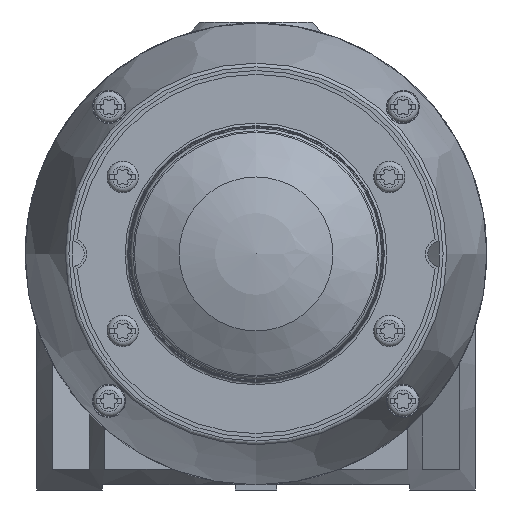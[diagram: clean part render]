
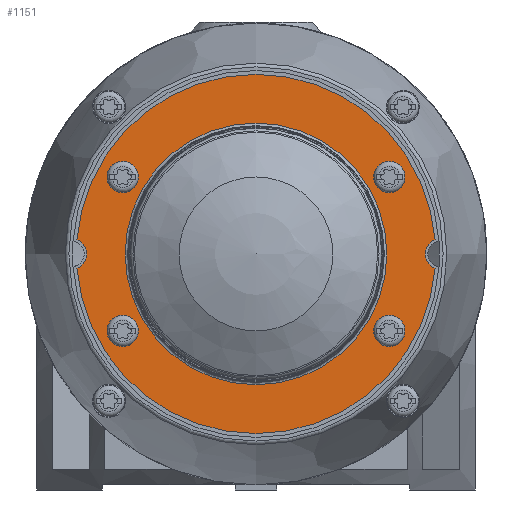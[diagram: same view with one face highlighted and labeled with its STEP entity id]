
A CAD part, left-side view. The second image highlights one B-rep face of the part: STEP entity #1151.
In plain terms, the highlighted planar face has unit normal (-1, 0, 0).
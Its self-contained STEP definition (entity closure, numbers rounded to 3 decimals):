
#1151 = ADVANCED_FACE( '', ( #3046, #3047, #3048, #3049, #3050, #3051 ), #3052, .T. );
#3046 = FACE_BOUND( '', #5969, .T. );
#3047 = FACE_BOUND( '', #5970, .T. );
#3048 = FACE_BOUND( '', #5971, .T. );
#3049 = FACE_BOUND( '', #5972, .T. );
#3050 = FACE_BOUND( '', #5973, .T. );
#3051 = FACE_OUTER_BOUND( '', #5974, .T. );
#3052 = PLANE( '', #5975 );
#5969 = EDGE_LOOP( '', ( #10447 ) );
#5970 = EDGE_LOOP( '', ( #10448 ) );
#5971 = EDGE_LOOP( '', ( #10449 ) );
#5972 = EDGE_LOOP( '', ( #10450 ) );
#5973 = EDGE_LOOP( '', ( #10451 ) );
#5974 = EDGE_LOOP( '', ( #10452, #10453, #10454, #10455 ) );
#5975 = AXIS2_PLACEMENT_3D( '', #10456, #10457, #10458 );
#10447 = ORIENTED_EDGE( '', *, *, #18008, .T. );
#10448 = ORIENTED_EDGE( '', *, *, #17320, .T. );
#10449 = ORIENTED_EDGE( '', *, *, #18009, .T. );
#10450 = ORIENTED_EDGE( '', *, *, #17566, .T. );
#10451 = ORIENTED_EDGE( '', *, *, #18010, .T. );
#10452 = ORIENTED_EDGE( '', *, *, #18011, .F. );
#10453 = ORIENTED_EDGE( '', *, *, #18012, .T. );
#10454 = ORIENTED_EDGE( '', *, *, #18013, .F. );
#10455 = ORIENTED_EDGE( '', *, *, #18014, .T. );
#10456 = CARTESIAN_POINT( '', ( -136.5, 0., 80. ) );
#10457 = DIRECTION( '', ( -1., 0., 0. ) );
#10458 = DIRECTION( '', ( 0., 0., 1. ) );
#17320 = EDGE_CURVE( '', #20517, #20517, #20518, .F. );
#17566 = EDGE_CURVE( '', #20959, #20959, #20960, .F. );
#18008 = EDGE_CURVE( '', #21727, #21727, #21728, .F. );
#18009 = EDGE_CURVE( '', #21729, #21729, #21730, .F. );
#18010 = EDGE_CURVE( '', #21731, #21731, #21732, .F. );
#18011 = EDGE_CURVE( '', #21733, #21734, #21735, .T. );
#18012 = EDGE_CURVE( '', #21733, #21736, #21737, .T. );
#18013 = EDGE_CURVE( '', #21738, #21736, #21739, .T. );
#18014 = EDGE_CURVE( '', #21738, #21734, #21740, .T. );
#20517 = VERTEX_POINT( '', #25285 );
#20518 = CIRCLE( '', #25286, 3.05 );
#20959 = VERTEX_POINT( '', #25936 );
#20960 = CIRCLE( '', #25937, 3.05 );
#21727 = VERTEX_POINT( '', #27480 );
#21728 = CIRCLE( '', #27481, 3.05 );
#21729 = VERTEX_POINT( '', #27482 );
#21730 = CIRCLE( '', #27483, 3.05 );
#21731 = VERTEX_POINT( '', #27484 );
#21732 = CIRCLE( '', #27485, 25.5 );
#21733 = VERTEX_POINT( '', #27486 );
#21734 = VERTEX_POINT( '', #27487 );
#21735 = CIRCLE( '', #27488, 35. );
#21736 = VERTEX_POINT( '', #27489 );
#21737 = CIRCLE( '', #27490, 3. );
#21738 = VERTEX_POINT( '', #27491 );
#21739 = CIRCLE( '', #27492, 35. );
#21740 = CIRCLE( '', #27493, 3. );
#25285 = CARTESIAN_POINT( '', ( -136.5, 25.981, 63.05 ) );
#25286 = AXIS2_PLACEMENT_3D( '', #34353, #34354, #34355 );
#25936 = CARTESIAN_POINT( '', ( -136.5, 25.981, 33.05 ) );
#25937 = AXIS2_PLACEMENT_3D( '', #34710, #34711, #34712 );
#27480 = CARTESIAN_POINT( '', ( -136.5, -25.981, 33.05 ) );
#27481 = AXIS2_PLACEMENT_3D( '', #35236, #35237, #35238 );
#27482 = CARTESIAN_POINT( '', ( -136.5, -25.981, 63.05 ) );
#27483 = AXIS2_PLACEMENT_3D( '', #35239, #35240, #35241 );
#27484 = CARTESIAN_POINT( '', ( -136.5, 0., 70.5 ) );
#27485 = AXIS2_PLACEMENT_3D( '', #35242, #35243, #35244 );
#27486 = CARTESIAN_POINT( '', ( -136.5, -34.889, 42.213 ) );
#27487 = CARTESIAN_POINT( '', ( -136.5, 34.889, 42.213 ) );
#27488 = AXIS2_PLACEMENT_3D( '', #35245, #35246, #35247 );
#27489 = CARTESIAN_POINT( '', ( -136.5, -34.889, 47.787 ) );
#27490 = AXIS2_PLACEMENT_3D( '', #35248, #35249, #35250 );
#27491 = CARTESIAN_POINT( '', ( -136.5, 34.889, 47.787 ) );
#27492 = AXIS2_PLACEMENT_3D( '', #35251, #35252, #35253 );
#27493 = AXIS2_PLACEMENT_3D( '', #35254, #35255, #35256 );
#34353 = CARTESIAN_POINT( '', ( -136.5, 25.981, 60. ) );
#34354 = DIRECTION( '', ( -1., 0., 0. ) );
#34355 = DIRECTION( '', ( 0., 0., 1. ) );
#34710 = CARTESIAN_POINT( '', ( -136.5, 25.981, 30. ) );
#34711 = DIRECTION( '', ( -1., 0., 0. ) );
#34712 = DIRECTION( '', ( 0., 0., 1. ) );
#35236 = CARTESIAN_POINT( '', ( -136.5, -25.981, 30. ) );
#35237 = DIRECTION( '', ( -1., 0., 0. ) );
#35238 = DIRECTION( '', ( 0., 0., 1. ) );
#35239 = CARTESIAN_POINT( '', ( -136.5, -25.981, 60. ) );
#35240 = DIRECTION( '', ( -1., 0., 0. ) );
#35241 = DIRECTION( '', ( 0., 0., 1. ) );
#35242 = CARTESIAN_POINT( '', ( -136.5, 0., 45. ) );
#35243 = DIRECTION( '', ( -1., 0., 0. ) );
#35244 = DIRECTION( '', ( 0., 0., 1. ) );
#35245 = CARTESIAN_POINT( '', ( -136.5, 0., 45. ) );
#35246 = DIRECTION( '', ( 1., 0., 0. ) );
#35247 = DIRECTION( '', ( 0., 0., -1. ) );
#35248 = CARTESIAN_POINT( '', ( -136.5, -36., 45. ) );
#35249 = DIRECTION( '', ( 1., 0., 0. ) );
#35250 = DIRECTION( '', ( 0., 0., 1. ) );
#35251 = CARTESIAN_POINT( '', ( -136.5, 0., 45. ) );
#35252 = DIRECTION( '', ( 1., 0., 0. ) );
#35253 = DIRECTION( '', ( 0., 0., -1. ) );
#35254 = CARTESIAN_POINT( '', ( -136.5, 36., 45. ) );
#35255 = DIRECTION( '', ( 1., 0., 0. ) );
#35256 = DIRECTION( '', ( 0., 0., 1. ) );
